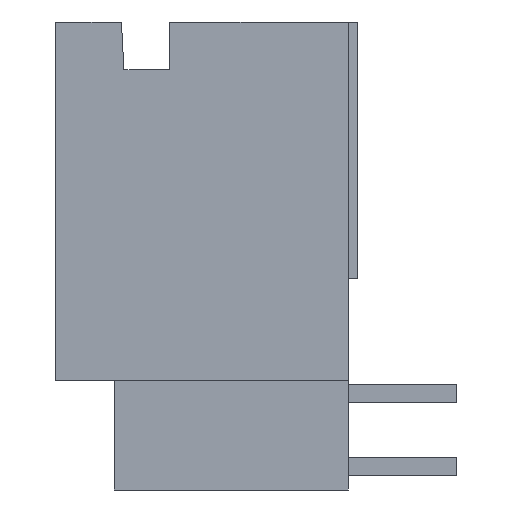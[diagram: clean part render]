
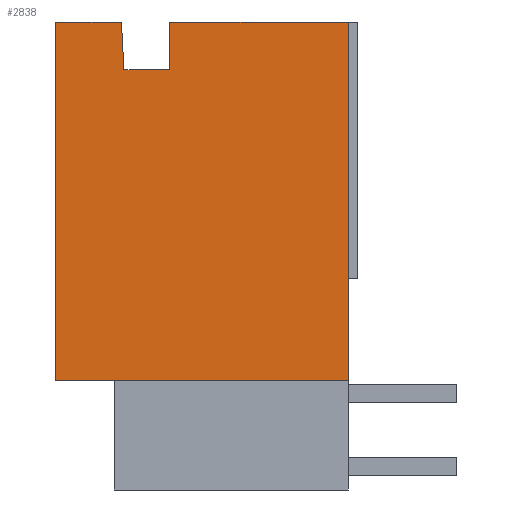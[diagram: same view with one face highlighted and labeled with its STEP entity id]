
A CAD part, left-side view. The second image highlights one B-rep face of the part: STEP entity #2838.
In plain terms, the highlighted planar face has unit normal (-1, 0, 0).
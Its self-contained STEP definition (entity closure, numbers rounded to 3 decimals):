
#147=DIRECTION('',(0.,0.,1.));
#148=VECTOR('',#147,12.421);
#149=CARTESIAN_POINT('',(-9.906,-5.08,-12.421));
#150=LINE('',#149,#148);
#380=DIRECTION('',(0.,1.,0.));
#381=VECTOR('',#380,6.2);
#382=CARTESIAN_POINT('',(-9.906,-5.08,0.));
#383=LINE('',#382,#381);
#424=DIRECTION('',(0.,1.,0.));
#425=VECTOR('',#424,2.286);
#426=CARTESIAN_POINT('',(-9.906,2.794,0.));
#427=LINE('',#426,#425);
#622=DIRECTION('',(0.,0.,-1.));
#623=VECTOR('',#622,1.651);
#624=CARTESIAN_POINT('',(-9.906,1.12,0.));
#625=LINE('',#624,#623);
#626=DIRECTION('',(0.,1.,0.));
#627=VECTOR('',#626,10.16);
#628=CARTESIAN_POINT('',(-9.906,-5.08,-12.421));
#629=LINE('',#628,#627);
#630=DIRECTION('',(0.,0.052,0.999));
#631=VECTOR('',#630,1.653);
#632=CARTESIAN_POINT('',(-9.906,2.707,-1.651));
#633=LINE('',#632,#631);
#634=DIRECTION('',(0.,1.,0.));
#635=VECTOR('',#634,1.588);
#636=CARTESIAN_POINT('',(-9.906,1.12,-1.651));
#637=LINE('',#636,#635);
#698=DIRECTION('',(0.,0.,1.));
#699=VECTOR('',#698,12.421);
#700=CARTESIAN_POINT('',(-9.906,5.08,-12.421));
#701=LINE('',#700,#699);
#1674=CARTESIAN_POINT('',(-9.906,-5.08,-12.421));
#1675=CARTESIAN_POINT('',(-9.906,-5.08,0.));
#1676=VERTEX_POINT('',#1674);
#1677=VERTEX_POINT('',#1675);
#1682=CARTESIAN_POINT('',(-9.906,5.08,-12.421));
#1683=CARTESIAN_POINT('',(-9.906,5.08,0.));
#1684=VERTEX_POINT('',#1682);
#1685=VERTEX_POINT('',#1683);
#1894=CARTESIAN_POINT('',(-9.906,1.12,0.));
#1895=CARTESIAN_POINT('',(-9.906,1.12,-1.651));
#1896=VERTEX_POINT('',#1894);
#1897=VERTEX_POINT('',#1895);
#1898=CARTESIAN_POINT('',(-9.906,2.707,-1.651));
#1899=VERTEX_POINT('',#1898);
#1914=CARTESIAN_POINT('',(-9.906,2.794,0.));
#1915=VERTEX_POINT('',#1914);
#2820=CARTESIAN_POINT('',(-9.906,-5.08,-12.421));
#2821=DIRECTION('',(-1.,0.,0.));
#2822=DIRECTION('',(0.,0.,1.));
#2823=AXIS2_PLACEMENT_3D('',#2820,#2821,#2822);
#2824=PLANE('',#2823);
#2825=ORIENTED_EDGE('',*,*,#2509,.F.);
#2826=ORIENTED_EDGE('',*,*,#2427,.F.);
#2827=ORIENTED_EDGE('',*,*,#2239,.F.);
#2829=ORIENTED_EDGE('',*,*,#2828,.T.);
#2831=ORIENTED_EDGE('',*,*,#2830,.T.);
#2832=ORIENTED_EDGE('',*,*,#2457,.F.);
#2834=ORIENTED_EDGE('',*,*,#2833,.F.);
#2835=ORIENTED_EDGE('',*,*,#2797,.F.);
#2836=EDGE_LOOP('',(#2825,#2826,#2827,#2829,#2831,#2832,#2834,#2835));
#2837=FACE_OUTER_BOUND('',#2836,.F.);
#2838=ADVANCED_FACE('',(#2837),#2824,.T.);
#2239=EDGE_CURVE('',#1676,#1677,#150,.T.);
#2427=EDGE_CURVE('',#1677,#1896,#383,.T.);
#2457=EDGE_CURVE('',#1915,#1685,#427,.T.);
#2509=EDGE_CURVE('',#1896,#1897,#625,.T.);
#2797=EDGE_CURVE('',#1897,#1899,#637,.T.);
#2828=EDGE_CURVE('',#1676,#1684,#629,.T.);
#2830=EDGE_CURVE('',#1684,#1685,#701,.T.);
#2833=EDGE_CURVE('',#1899,#1915,#633,.T.);
